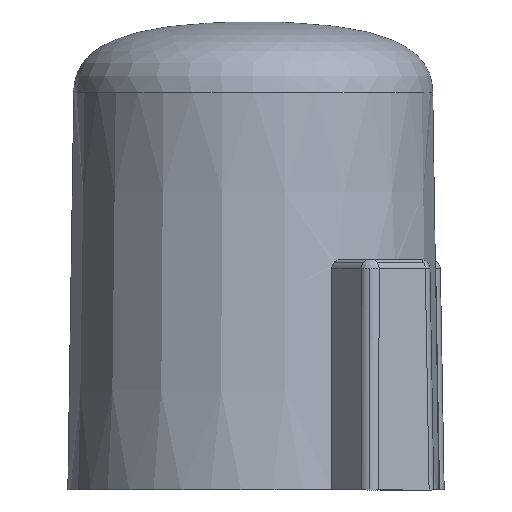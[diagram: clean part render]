
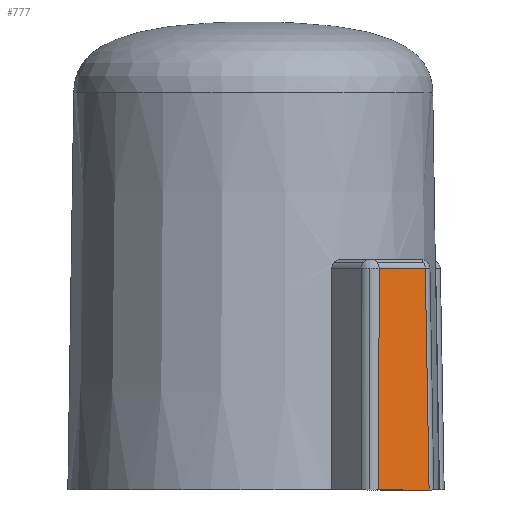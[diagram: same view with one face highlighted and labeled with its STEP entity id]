
A CAD part, front view. The second image highlights one B-rep face of the part: STEP entity #777.
In plain terms, the highlighted planar face has unit normal (0.629, -0.777, 0.012).
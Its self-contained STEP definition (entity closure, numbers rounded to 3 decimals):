
#41 = ORIENTED_EDGE ( 'NONE', *, *, #967, .F. ) ;
#240 = CARTESIAN_POINT ( 'NONE',  ( 29.519, -13.282, 6.153 ) ) ;
#365 = CARTESIAN_POINT ( 'NONE',  ( 29.508, -13.387, 0. ) ) ;
#448 = FACE_OUTER_BOUND ( 'NONE', #1706, .T. ) ;
#546 = VERTEX_POINT ( 'NONE', #2092 ) ;
#592 = VERTEX_POINT ( 'NONE', #365 ) ;
#700 = EDGE_CURVE ( 'NONE', #739, #546, #951, .T. ) ;
#739 = VERTEX_POINT ( 'NONE', #1483 ) ;
#777 = ADVANCED_FACE ( 'NONE', ( #448 ), #2210, .T. ) ;
#904 = CARTESIAN_POINT ( 'NONE',  ( 30.907, -12.255, 0. ) ) ;
#936 = DIRECTION ( 'NONE',  ( 0.777, 0.629, 0. ) ) ;
#951 = LINE ( 'NONE', #240, #1924 ) ;
#967 = EDGE_CURVE ( 'NONE', #546, #1173, #1464, .T. ) ;
#1121 = CARTESIAN_POINT ( 'NONE',  ( 29.508, -13.387, 0. ) ) ;
#1169 = EDGE_CURVE ( 'NONE', #592, #739, #1978, .T. ) ;
#1173 = VERTEX_POINT ( 'NONE', #904 ) ;
#1304 = DIRECTION ( 'NONE',  ( 0.629, -0.777, 0.012 ) ) ;
#1331 = LINE ( 'NONE', #1121, #1593 ) ;
#1464 = LINE ( 'NONE', #1673, #2170 ) ;
#1473 = VECTOR ( 'NONE', #1942, 1000. ) ;
#1483 = CARTESIAN_POINT ( 'NONE',  ( 29.519, -13.282, 6.153 ) ) ;
#1593 = VECTOR ( 'NONE', #936, 1000. ) ;
#1613 = EDGE_CURVE ( 'NONE', #592, #1173, #1331, .T. ) ;
#1644 = DIRECTION ( 'NONE',  ( 0.017, -0.002, -1. ) ) ;
#1663 = DIRECTION ( 'NONE',  ( 0., -0.016, -1. ) ) ;
#1673 = CARTESIAN_POINT ( 'NONE',  ( 30.801, -12.244, 6.153 ) ) ;
#1706 = EDGE_LOOP ( 'NONE', ( #2115, #1945, #1974, #41 ) ) ;
#1835 = CARTESIAN_POINT ( 'NONE',  ( 29.236, -13.608, 0. ) ) ;
#1924 = VECTOR ( 'NONE', #2038, 1000. ) ;
#1942 = DIRECTION ( 'NONE',  ( 0.002, 0.017, 1. ) ) ;
#1945 = ORIENTED_EDGE ( 'NONE', *, *, #1169, .F. ) ;
#1974 = ORIENTED_EDGE ( 'NONE', *, *, #1613, .T. ) ;
#1978 = LINE ( 'NONE', #2144, #1473 ) ;
#2038 = DIRECTION ( 'NONE',  ( 0.777, 0.629, 0. ) ) ;
#2092 = CARTESIAN_POINT ( 'NONE',  ( 30.801, -12.244, 6.153 ) ) ;
#2115 = ORIENTED_EDGE ( 'NONE', *, *, #700, .F. ) ;
#2144 = CARTESIAN_POINT ( 'NONE',  ( 29.508, -13.387, 0. ) ) ;
#2170 = VECTOR ( 'NONE', #1644, 1000. ) ;
#2210 = PLANE ( 'NONE',  #2240 ) ;
#2240 = AXIS2_PLACEMENT_3D ( 'NONE', #1835, #1304, #1663 ) ;
